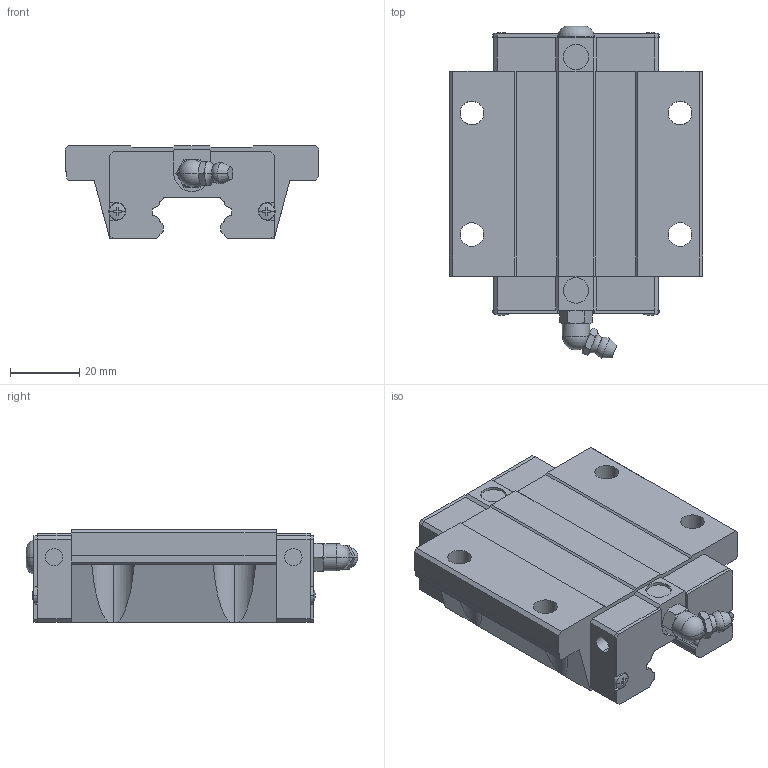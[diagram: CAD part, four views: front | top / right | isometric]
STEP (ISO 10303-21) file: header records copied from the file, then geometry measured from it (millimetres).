
FILE_DESCRIPTION(('STEP AP214'),'1');
FILE_NAME('cctmp_A97399B9-E3F9-4E6A-9506-DDE16307F2F6_2024_08_20_19_01_23_0061..stp','2024-08-20T17:01:23',('HIWIN GmbH'),('CADClick - www.CADClick.com'),'Spatial InterOp 3D',' ','unknown authorization');
FILE_SCHEMA(('AUTOMOTIVE_DESIGN'));
Length unit declared in the file: millimetre
Products named in the file (1): QEW25CCZ0C_FILE
Bounding box: 73 x 95.71 x 26.8 mm (x, y, z)
Volume: 97962.4 mm3; surface area: 21307.1 mm2
Topology: 1 solids, 1 shells, 348 faces, 956 edges, 618 vertices
Faces by surface type: plane 216, cylinder 78, cone 34, torus 18, sphere 2
Entity records: 14008 total; most frequent: CARTESIAN_POINT 2457, ORIENTED_EDGE 1908, DIRECTION 1770, EDGE_CURVE 954, VERTEX_POINT 618, LINE 604, VECTOR 604, AXIS2_PLACEMENT_3D 583
